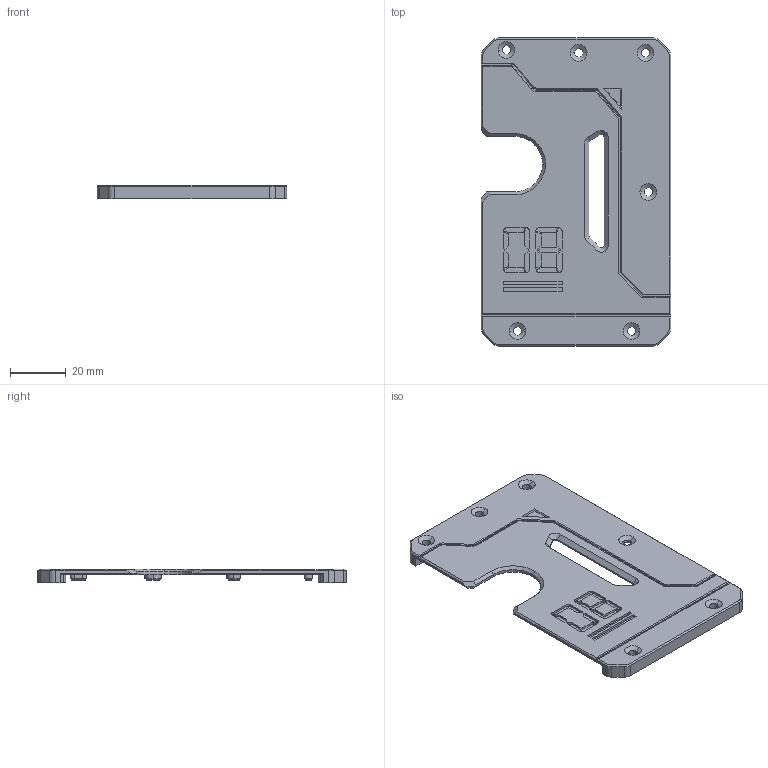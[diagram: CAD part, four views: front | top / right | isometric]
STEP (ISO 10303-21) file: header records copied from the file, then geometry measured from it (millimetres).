
FILE_DESCRIPTION (( 'STEP AP203' ), '1' );
FILE_NAME ('Top.STEP', '2025-08-04T11:24:45', ( '' ), ( '' ), 'SwSTEP 2.0', 'SolidWorks 2023', '' );
FILE_SCHEMA (( 'CONFIG_CONTROL_DESIGN' ));
Length unit declared in the file: millimetre
Products named in the file (2): Top
Assembly tree (1 placements, depth 2):
  Top
    Top
Bounding box: 68 x 110.7 x 5.02 mm (x, y, z)
Volume: 16979 mm3; surface area: 15960.4 mm2
Topology: 1 solids, 1 shells, 275 faces, 681 edges, 428 vertices
Faces by surface type: plane 185, cylinder 43, cone 39, bspline 8
Entity records: 8492 total; most frequent: CARTESIAN_POINT 1716, ORIENTED_EDGE 1362, DIRECTION 1332, EDGE_CURVE 681, VECTOR 540, LINE 540, VERTEX_POINT 428, AXIS2_PLACEMENT_3D 396
